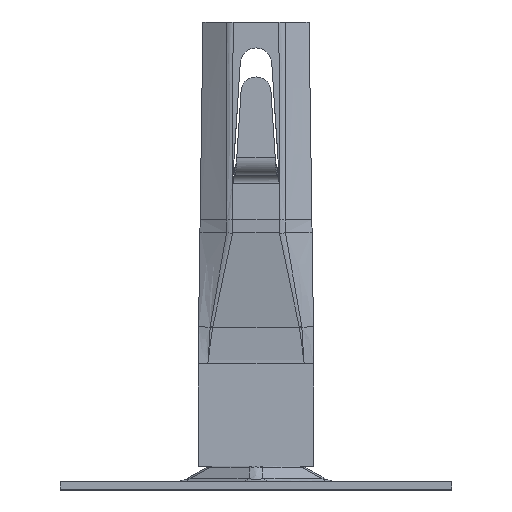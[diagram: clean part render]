
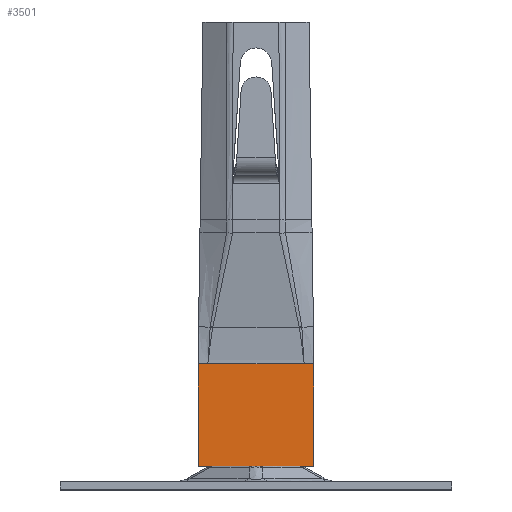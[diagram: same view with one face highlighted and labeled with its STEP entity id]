
A CAD part, top view. The second image highlights one B-rep face of the part: STEP entity #3501.
In plain terms, the highlighted face is planar.
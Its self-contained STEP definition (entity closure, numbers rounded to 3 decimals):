
#176 = VERTEX_POINT ( 'NONE', #7269 ) ;
#203 = EDGE_CURVE ( 'NONE', #176, #260, #3653, .T. ) ;
#260 = VERTEX_POINT ( 'NONE', #4524 ) ;
#624 = EDGE_CURVE ( 'NONE', #3662, #176, #5178, .T. ) ;
#728 = CARTESIAN_POINT ( 'NONE',  ( 0., 2., -14.75 ) ) ;
#762 = VECTOR ( 'NONE', #7043, 1000. ) ;
#919 = ORIENTED_EDGE ( 'NONE', *, *, #624, .T. ) ;
#1035 = CARTESIAN_POINT ( 'NONE',  ( 25.98, 2., -14.75 ) ) ;
#1504 = VECTOR ( 'NONE', #3135, 1000. ) ;
#1600 = VERTEX_POINT ( 'NONE', #6617 ) ;
#1841 = CARTESIAN_POINT ( 'NONE',  ( 0., 2., 14.75 ) ) ;
#2073 = CARTESIAN_POINT ( 'NONE',  ( 25.98, 2., -12.25 ) ) ;
#2192 = CARTESIAN_POINT ( 'NONE',  ( 25.98, 2., 14.75 ) ) ;
#2322 = VECTOR ( 'NONE', #2802, 1000. ) ;
#2505 = CARTESIAN_POINT ( 'NONE',  ( 25.98, 2., 14.75 ) ) ;
#2658 = ORIENTED_EDGE ( 'NONE', *, *, #5504, .F. ) ;
#2666 = VECTOR ( 'NONE', #6816, 1000. ) ;
#2802 = DIRECTION ( 'NONE',  ( 0., 0., -1. ) ) ;
#3135 = DIRECTION ( 'NONE',  ( 1., 0., 0. ) ) ;
#3427 = VERTEX_POINT ( 'NONE', #1035 ) ;
#3441 = LINE ( 'NONE', #2192, #2322 ) ;
#3501 = ADVANCED_FACE ( 'NONE', ( #5786 ), #5192, .F. ) ;
#3628 = EDGE_CURVE ( 'NONE', #3427, #3662, #4233, .T. ) ;
#3653 = LINE ( 'NONE', #1841, #1504 ) ;
#3662 = VERTEX_POINT ( 'NONE', #728 ) ;
#4206 = ORIENTED_EDGE ( 'NONE', *, *, #203, .T. ) ;
#4233 = LINE ( 'NONE', #5471, #5959 ) ;
#4520 = DIRECTION ( 'NONE',  ( 0., 0., 1. ) ) ;
#4524 = CARTESIAN_POINT ( 'NONE',  ( 25.98, 2., 14.75 ) ) ;
#4690 = AXIS2_PLACEMENT_3D ( 'NONE', #7622, #7703, #5940 ) ;
#4792 = ORIENTED_EDGE ( 'NONE', *, *, #3628, .T. ) ;
#5123 = LINE ( 'NONE', #2073, #6597 ) ;
#5156 = ORIENTED_EDGE ( 'NONE', *, *, #5904, .T. ) ;
#5178 = LINE ( 'NONE', #6298, #762 ) ;
#5192 = PLANE ( 'NONE',  #4690 ) ;
#5307 = ORIENTED_EDGE ( 'NONE', *, *, #7124, .T. ) ;
#5471 = CARTESIAN_POINT ( 'NONE',  ( 0., 2., -14.75 ) ) ;
#5478 = EDGE_LOOP ( 'NONE', ( #5307, #2658, #5156, #4792, #919, #4206 ) ) ;
#5504 = EDGE_CURVE ( 'NONE', #1600, #7316, #5123, .T. ) ;
#5622 = LINE ( 'NONE', #2505, #2666 ) ;
#5786 = FACE_OUTER_BOUND ( 'NONE', #5478, .T. ) ;
#5904 = EDGE_CURVE ( 'NONE', #1600, #3427, #5622, .T. ) ;
#5940 = DIRECTION ( 'NONE',  ( 0., 0., -1. ) ) ;
#5959 = VECTOR ( 'NONE', #6666, 1000. ) ;
#6298 = CARTESIAN_POINT ( 'NONE',  ( 0., 2., 14.75 ) ) ;
#6597 = VECTOR ( 'NONE', #4520, 1000. ) ;
#6617 = CARTESIAN_POINT ( 'NONE',  ( 25.98, 2., -12.25 ) ) ;
#6666 = DIRECTION ( 'NONE',  ( -1., 0., 0. ) ) ;
#6816 = DIRECTION ( 'NONE',  ( 0., 0., -1. ) ) ;
#6850 = CARTESIAN_POINT ( 'NONE',  ( 25.98, 2., 12.25 ) ) ;
#7043 = DIRECTION ( 'NONE',  ( 0., 0., 1. ) ) ;
#7124 = EDGE_CURVE ( 'NONE', #260, #7316, #3441, .T. ) ;
#7269 = CARTESIAN_POINT ( 'NONE',  ( 0., 2., 14.75 ) ) ;
#7316 = VERTEX_POINT ( 'NONE', #6850 ) ;
#7622 = CARTESIAN_POINT ( 'NONE',  ( 0., 2., 0. ) ) ;
#7703 = DIRECTION ( 'NONE',  ( 0., -1., 0. ) ) ;
